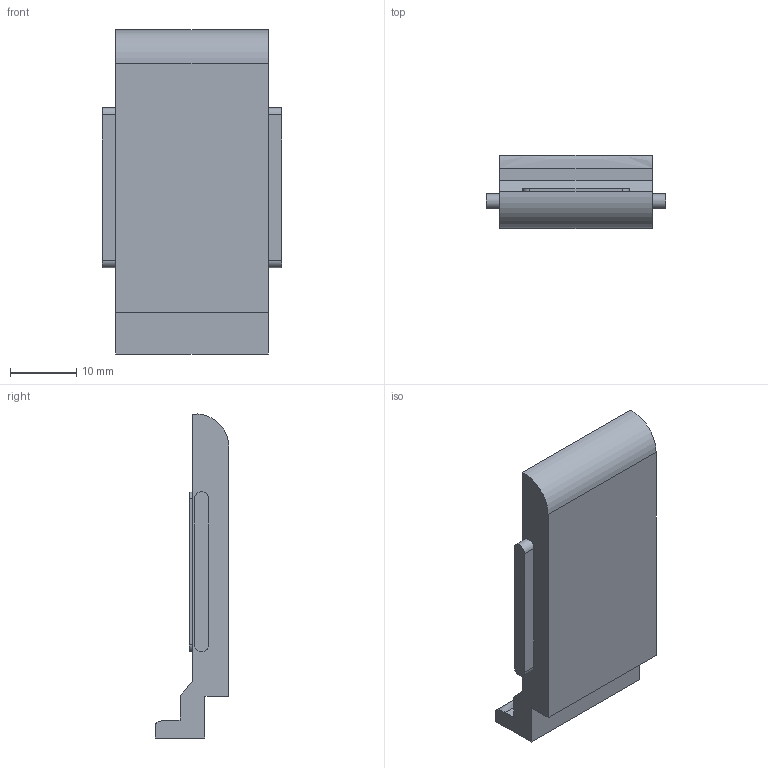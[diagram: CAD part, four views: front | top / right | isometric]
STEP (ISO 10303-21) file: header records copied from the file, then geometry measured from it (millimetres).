
FILE_DESCRIPTION (( 'STEP AP203' ), '1' );
FILE_NAME ('39-BODEN-V2A.step', '2021-11-25T12:59:58', ( '' ), ( '' ), 'SwSTEP 2.0', 'SolidWorks 2018', '' );
FILE_SCHEMA (( 'CONFIG_CONTROL_DESIGN' ));
Length unit declared in the file: millimetre
Products named in the file (5): 39-Boden-XXX Teil1_39-Boden-V2A; 39-BODEN-V2A; 39-Boden-XXX Teil1; 39-Boden-XXX Teil2_39-Boden-GU; 39-Boden-XXX Teil2
Assembly tree (2 placements, depth 2):
  39-BODEN-V2A
    39-Boden-XXX Teil1_39-Boden-V2A
    39-Boden-XXX Teil2_39-Boden-GU
  39-Boden-XXX Teil1
  39-Boden-XXX Teil2
Bounding box: 27 x 11.1 x 48.79 mm (x, y, z)
Volume: 6458.5 mm3; surface area: 4291.9 mm2
Topology: 2 solids, 2 shells, 310 faces, 819 edges, 546 vertices
Faces by surface type: plane 175, bspline 122, cylinder 13
Entity records: 15960 total; most frequent: CARTESIAN_POINT 8634, ORIENTED_EDGE 1638, DIRECTION 987, EDGE_CURVE 819, LINE 547, VECTOR 547, VERTEX_POINT 546, EDGE_LOOP 343
